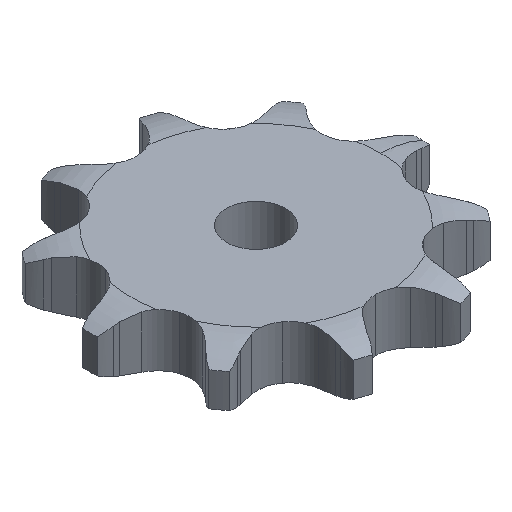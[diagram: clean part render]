
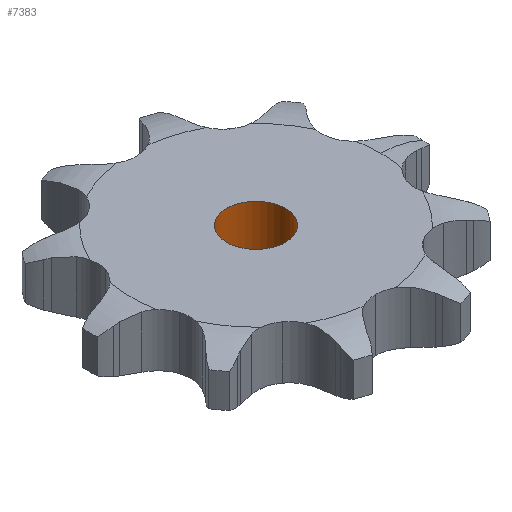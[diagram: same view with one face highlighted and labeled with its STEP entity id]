
A CAD part, isometric view. The second image highlights one B-rep face of the part: STEP entity #7383.
In plain terms, the highlighted cylindrical face has radius 4 mm (diameter 8 mm), a full revolution.
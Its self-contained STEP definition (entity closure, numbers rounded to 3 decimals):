
#452 = PLANE('',#453);
#453 = AXIS2_PLACEMENT_3D('',#454,#455,#456);
#454 = CARTESIAN_POINT('',(0.,0.,7.2));
#455 = DIRECTION('',(-0.,-0.,-1.));
#456 = DIRECTION('',(-1.,0.,0.));
#658 = PLANE('',#659);
#659 = AXIS2_PLACEMENT_3D('',#660,#661,#662);
#660 = CARTESIAN_POINT('',(0.,0.,0.));
#661 = DIRECTION('',(-0.,-0.,-1.));
#662 = DIRECTION('',(-1.,0.,0.));
#1921 = EDGE_CURVE('',#1922,#1922,#1924,.T.);
#1922 = VERTEX_POINT('',#1923);
#1923 = CARTESIAN_POINT('',(4.,0.,7.2));
#1924 = SURFACE_CURVE('',#1925,(#1930,#1941),.PCURVE_S1.);
#1925 = CIRCLE('',#1926,4.);
#1926 = AXIS2_PLACEMENT_3D('',#1927,#1928,#1929);
#1927 = CARTESIAN_POINT('',(0.,0.,7.2));
#1928 = DIRECTION('',(0.,0.,1.));
#1929 = DIRECTION('',(1.,0.,0.));
#1930 = PCURVE('',#452,#1931);
#1931 = DEFINITIONAL_REPRESENTATION('',(#1932),#1940);
#1932 = ( BOUNDED_CURVE() B_SPLINE_CURVE(2,(#1933,#1934,#1935,#1936,
#1937,#1938,#1939),.UNSPECIFIED.,.T.,.F.) B_SPLINE_CURVE_WITH_KNOTS((1,2
    ,2,2,2,1),(-2.094,0.,2.094,4.189,
6.283,8.378),.UNSPECIFIED.) CURVE() 
GEOMETRIC_REPRESENTATION_ITEM() RATIONAL_B_SPLINE_CURVE((1.,0.5,1.,0.5,
1.,0.5,1.)) REPRESENTATION_ITEM('') );
#1933 = CARTESIAN_POINT('',(-4.,0.));
#1934 = CARTESIAN_POINT('',(-4.,6.928));
#1935 = CARTESIAN_POINT('',(2.,3.464));
#1936 = CARTESIAN_POINT('',(8.,0.));
#1937 = CARTESIAN_POINT('',(2.,-3.464));
#1938 = CARTESIAN_POINT('',(-4.,-6.928));
#1939 = CARTESIAN_POINT('',(-4.,0.));
#1940 = ( GEOMETRIC_REPRESENTATION_CONTEXT(2) 
PARAMETRIC_REPRESENTATION_CONTEXT() REPRESENTATION_CONTEXT('2D SPACE',''
  ) );
#1941 = PCURVE('',#1942,#1947);
#1942 = CYLINDRICAL_SURFACE('',#1943,4.);
#1943 = AXIS2_PLACEMENT_3D('',#1944,#1945,#1946);
#1944 = CARTESIAN_POINT('',(0.,0.,75.875));
#1945 = DIRECTION('',(0.,0.,1.));
#1946 = DIRECTION('',(1.,0.,0.));
#1947 = DEFINITIONAL_REPRESENTATION('',(#1948),#1952);
#1948 = LINE('',#1949,#1950);
#1949 = CARTESIAN_POINT('',(0.,-68.675));
#1950 = VECTOR('',#1951,1.);
#1951 = DIRECTION('',(1.,0.));
#1952 = ( GEOMETRIC_REPRESENTATION_CONTEXT(2) 
PARAMETRIC_REPRESENTATION_CONTEXT() REPRESENTATION_CONTEXT('2D SPACE',''
  ) );
#2931 = EDGE_CURVE('',#2932,#2932,#2934,.T.);
#2932 = VERTEX_POINT('',#2933);
#2933 = CARTESIAN_POINT('',(4.,0.,0.));
#2934 = SURFACE_CURVE('',#2935,(#2940,#2951),.PCURVE_S1.);
#2935 = CIRCLE('',#2936,4.);
#2936 = AXIS2_PLACEMENT_3D('',#2937,#2938,#2939);
#2937 = CARTESIAN_POINT('',(0.,0.,0.));
#2938 = DIRECTION('',(0.,0.,1.));
#2939 = DIRECTION('',(1.,0.,0.));
#2940 = PCURVE('',#658,#2941);
#2941 = DEFINITIONAL_REPRESENTATION('',(#2942),#2950);
#2942 = ( BOUNDED_CURVE() B_SPLINE_CURVE(2,(#2943,#2944,#2945,#2946,
#2947,#2948,#2949),.UNSPECIFIED.,.T.,.F.) B_SPLINE_CURVE_WITH_KNOTS((1,2
    ,2,2,2,1),(-2.094,0.,2.094,4.189,
6.283,8.378),.UNSPECIFIED.) CURVE() 
GEOMETRIC_REPRESENTATION_ITEM() RATIONAL_B_SPLINE_CURVE((1.,0.5,1.,0.5,
1.,0.5,1.)) REPRESENTATION_ITEM('') );
#2943 = CARTESIAN_POINT('',(-4.,0.));
#2944 = CARTESIAN_POINT('',(-4.,6.928));
#2945 = CARTESIAN_POINT('',(2.,3.464));
#2946 = CARTESIAN_POINT('',(8.,0.));
#2947 = CARTESIAN_POINT('',(2.,-3.464));
#2948 = CARTESIAN_POINT('',(-4.,-6.928));
#2949 = CARTESIAN_POINT('',(-4.,0.));
#2950 = ( GEOMETRIC_REPRESENTATION_CONTEXT(2) 
PARAMETRIC_REPRESENTATION_CONTEXT() REPRESENTATION_CONTEXT('2D SPACE',''
  ) );
#2951 = PCURVE('',#1942,#2952);
#2952 = DEFINITIONAL_REPRESENTATION('',(#2953),#2957);
#2953 = LINE('',#2954,#2955);
#2954 = CARTESIAN_POINT('',(0.,-75.875));
#2955 = VECTOR('',#2956,1.);
#2956 = DIRECTION('',(1.,0.));
#2957 = ( GEOMETRIC_REPRESENTATION_CONTEXT(2) 
PARAMETRIC_REPRESENTATION_CONTEXT() REPRESENTATION_CONTEXT('2D SPACE',''
  ) );
#7383 = ADVANCED_FACE('',(#7384),#1942,.F.);
#7384 = FACE_BOUND('',#7385,.F.);
#7385 = EDGE_LOOP('',(#7386,#7387,#7408,#7409));
#7386 = ORIENTED_EDGE('',*,*,#1921,.F.);
#7387 = ORIENTED_EDGE('',*,*,#7388,.T.);
#7388 = EDGE_CURVE('',#1922,#2932,#7389,.T.);
#7389 = SEAM_CURVE('',#7390,(#7394,#7401),.PCURVE_S1.);
#7390 = LINE('',#7391,#7392);
#7391 = CARTESIAN_POINT('',(4.,0.,75.875));
#7392 = VECTOR('',#7393,1.);
#7393 = DIRECTION('',(-0.,-0.,-1.));
#7394 = PCURVE('',#1942,#7395);
#7395 = DEFINITIONAL_REPRESENTATION('',(#7396),#7400);
#7396 = LINE('',#7397,#7398);
#7397 = CARTESIAN_POINT('',(6.283,0.));
#7398 = VECTOR('',#7399,1.);
#7399 = DIRECTION('',(0.,-1.));
#7400 = ( GEOMETRIC_REPRESENTATION_CONTEXT(2) 
PARAMETRIC_REPRESENTATION_CONTEXT() REPRESENTATION_CONTEXT('2D SPACE',''
  ) );
#7401 = PCURVE('',#1942,#7402);
#7402 = DEFINITIONAL_REPRESENTATION('',(#7403),#7407);
#7403 = LINE('',#7404,#7405);
#7404 = CARTESIAN_POINT('',(0.,0.));
#7405 = VECTOR('',#7406,1.);
#7406 = DIRECTION('',(0.,-1.));
#7407 = ( GEOMETRIC_REPRESENTATION_CONTEXT(2) 
PARAMETRIC_REPRESENTATION_CONTEXT() REPRESENTATION_CONTEXT('2D SPACE',''
  ) );
#7408 = ORIENTED_EDGE('',*,*,#2931,.T.);
#7409 = ORIENTED_EDGE('',*,*,#7388,.F.);
